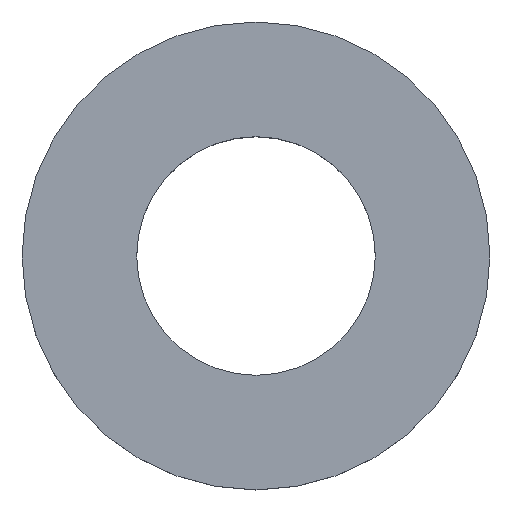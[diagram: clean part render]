
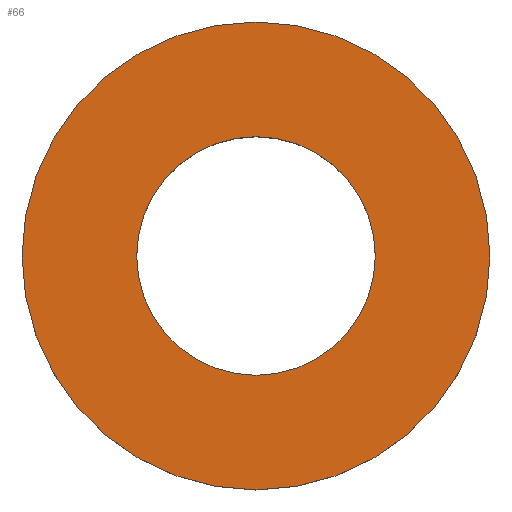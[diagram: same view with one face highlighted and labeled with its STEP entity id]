
A CAD part, top view. The second image highlights one B-rep face of the part: STEP entity #66.
In plain terms, the highlighted planar face has unit normal (0, 0, 1).
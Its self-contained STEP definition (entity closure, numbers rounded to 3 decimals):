
#4 = EDGE_LOOP ( 'NONE', ( #50, #27 ) ) ;
#9 = DIRECTION ( 'NONE',  ( 1., 0., 0. ) ) ;
#11 = AXIS2_PLACEMENT_3D ( 'NONE', #91, #294, #41 ) ;
#18 = EDGE_CURVE ( 'NONE', #129, #228, #222, .T. ) ;
#23 = DIRECTION ( 'NONE',  ( 0., 0., 1. ) ) ;
#27 = ORIENTED_EDGE ( 'NONE', *, *, #108, .F. ) ;
#37 = CIRCLE ( 'NONE', #151, 5.1 ) ;
#41 = DIRECTION ( 'NONE',  ( 1., 0., 0. ) ) ;
#42 = FACE_OUTER_BOUND ( 'NONE', #263, .T. ) ;
#43 = AXIS2_PLACEMENT_3D ( 'NONE', #64, #23, #131 ) ;
#50 = ORIENTED_EDGE ( 'NONE', *, *, #18, .F. ) ;
#54 = DIRECTION ( 'NONE',  ( 0., 0., 1. ) ) ;
#64 = CARTESIAN_POINT ( 'NONE',  ( 0., 0., 5. ) ) ;
#66 = ADVANCED_FACE ( 'NONE', ( #245, #42 ), #133, .T. ) ;
#68 = DIRECTION ( 'NONE',  ( 0., 0., 1. ) ) ;
#84 = CARTESIAN_POINT ( 'NONE',  ( 5.1, 0., 5. ) ) ;
#91 = CARTESIAN_POINT ( 'NONE',  ( 0., 0., 5. ) ) ;
#108 = EDGE_CURVE ( 'NONE', #228, #129, #37, .T. ) ;
#113 = ORIENTED_EDGE ( 'NONE', *, *, #284, .T. ) ;
#114 = DIRECTION ( 'NONE',  ( 1., 0., 0. ) ) ;
#129 = VERTEX_POINT ( 'NONE', #242 ) ;
#131 = DIRECTION ( 'NONE',  ( 1., 0., 0. ) ) ;
#133 = PLANE ( 'NONE',  #292 ) ;
#148 = CIRCLE ( 'NONE', #43, 10. ) ;
#151 = AXIS2_PLACEMENT_3D ( 'NONE', #199, #247, #114 ) ;
#160 = CARTESIAN_POINT ( 'NONE',  ( 10., 0., 5. ) ) ;
#186 = CARTESIAN_POINT ( 'NONE',  ( 0., 0., 5. ) ) ;
#196 = EDGE_CURVE ( 'NONE', #281, #202, #256, .T. ) ;
#199 = CARTESIAN_POINT ( 'NONE',  ( 0., 0., 5. ) ) ;
#202 = VERTEX_POINT ( 'NONE', #203 ) ;
#203 = CARTESIAN_POINT ( 'NONE',  ( -10., 0., 5. ) ) ;
#222 = CIRCLE ( 'NONE', #252, 5.1 ) ;
#228 = VERTEX_POINT ( 'NONE', #84 ) ;
#230 = DIRECTION ( 'NONE',  ( 1., 0., 0. ) ) ;
#242 = CARTESIAN_POINT ( 'NONE',  ( -5.1, 0., 5. ) ) ;
#245 = FACE_BOUND ( 'NONE', #4, .T. ) ;
#247 = DIRECTION ( 'NONE',  ( 0., 0., 1. ) ) ;
#252 = AXIS2_PLACEMENT_3D ( 'NONE', #298, #54, #230 ) ;
#256 = CIRCLE ( 'NONE', #11, 10. ) ;
#263 = EDGE_LOOP ( 'NONE', ( #113, #277 ) ) ;
#277 = ORIENTED_EDGE ( 'NONE', *, *, #196, .T. ) ;
#281 = VERTEX_POINT ( 'NONE', #160 ) ;
#284 = EDGE_CURVE ( 'NONE', #202, #281, #148, .T. ) ;
#292 = AXIS2_PLACEMENT_3D ( 'NONE', #186, #68, #9 ) ;
#294 = DIRECTION ( 'NONE',  ( 0., 0., 1. ) ) ;
#298 = CARTESIAN_POINT ( 'NONE',  ( 0., 0., 5. ) ) ;
